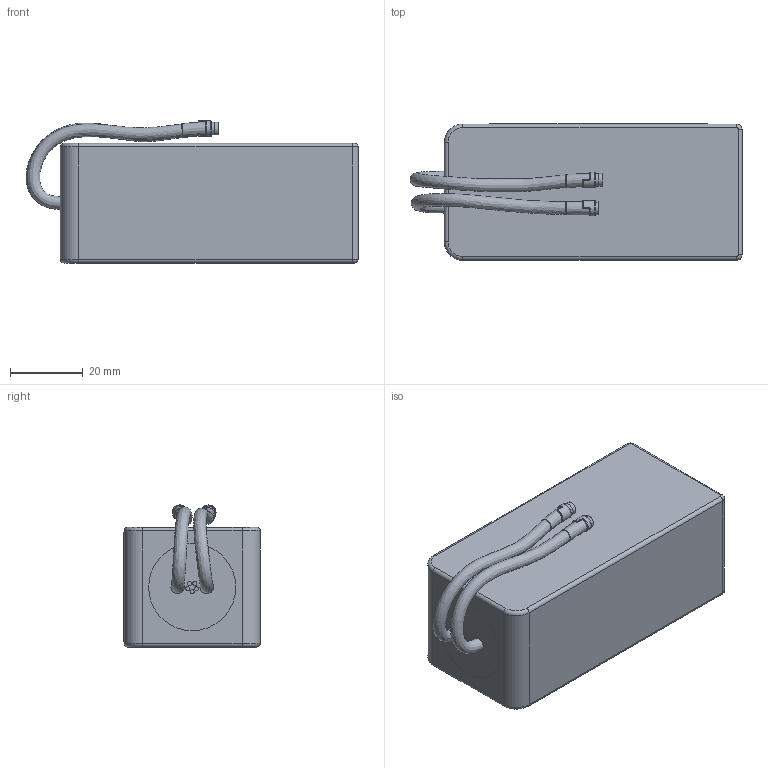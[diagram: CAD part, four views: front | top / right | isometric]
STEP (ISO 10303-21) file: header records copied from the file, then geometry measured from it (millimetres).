
FILE_DESCRIPTION(/* description */ (''),/* implementation_level */ '2;1');
FILE_NAME(/* name */ 'battery_new_ipt_b615cb9.STEP',/* time_stamp */ '2021-01-13T01:27:57+03:00',/* author */ ('HP'),/* organization */ (''),/* preprocessor_version */ 'ST-DEVELOPER v18.1',/* originating_system */ 'Autodesk Inventor 2021',/* authorisation */ '');
FILE_SCHEMA (('AUTOMOTIVE_DESIGN { 1 0 10303 214 3 1 1 }'));
Length unit declared in the file: millimetre
Products named in the file (1): battery_new
Bounding box: 91.49 x 37.6 x 39.15 mm (x, y, z)
Volume: 102350.1 mm3; surface area: 21030 mm2
Topology: 8 solids, 8 shells, 153 faces, 398 edges, 254 vertices
Faces by surface type: cylinder 57, plane 36, bspline 30, torus 20, sphere 10
Full cylindrical faces by diameter (mm): 1.1 x5, 3.5 x1, 3.7 x2, 4 x2, 4.18 x2, 24 x4
Entity records: 8252 total; most frequent: CARTESIAN_POINT 4653, ORIENTED_EDGE 782, DIRECTION 643, EDGE_CURVE 391, AXIS2_PLACEMENT_3D 269, VERTEX_POINT 254, EDGE_LOOP 171, FACE_OUTER_BOUND 153
